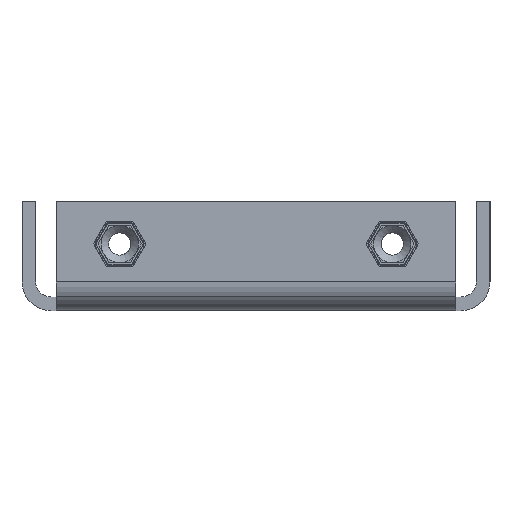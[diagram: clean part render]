
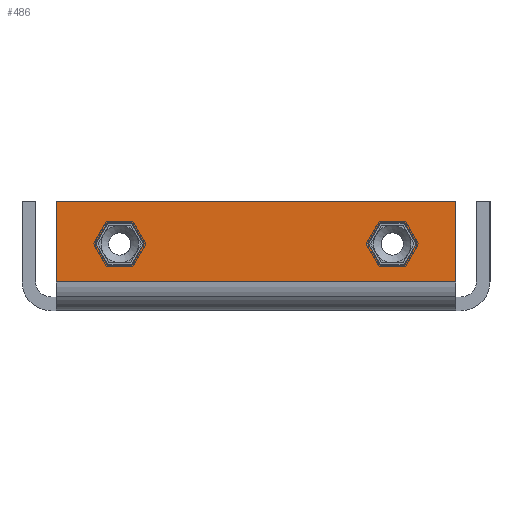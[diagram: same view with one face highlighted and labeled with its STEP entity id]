
A CAD part, front view. The second image highlights one B-rep face of the part: STEP entity #486.
In plain terms, the highlighted planar face has unit normal (0, -1, 0).
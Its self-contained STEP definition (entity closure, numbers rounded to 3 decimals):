
#486=ADVANCED_FACE('',(#878,#879,#880),#710,.F.);
#710=PLANE('',#4043);
#878=FACE_BOUND('',#998,.T.);
#879=FACE_BOUND('',#999,.T.);
#880=FACE_BOUND('',#1000,.T.);
#998=EDGE_LOOP('',(#1331,#1332,#1333,#1334,#1335,#1336));
#999=EDGE_LOOP('',(#1337,#1338,#1339,#1340));
#1000=EDGE_LOOP('',(#1341,#1342,#1343,#1344,#1345,#1346));
#1331=ORIENTED_EDGE('',*,*,#2795,.F.);
#1332=ORIENTED_EDGE('',*,*,#2796,.F.);
#1333=ORIENTED_EDGE('',*,*,#2797,.F.);
#1334=ORIENTED_EDGE('',*,*,#2798,.F.);
#1335=ORIENTED_EDGE('',*,*,#2799,.F.);
#1336=ORIENTED_EDGE('',*,*,#2800,.F.);
#1337=ORIENTED_EDGE('',*,*,#2801,.T.);
#1338=ORIENTED_EDGE('',*,*,#2802,.T.);
#1339=ORIENTED_EDGE('',*,*,#2803,.F.);
#1340=ORIENTED_EDGE('',*,*,#2804,.F.);
#1341=ORIENTED_EDGE('',*,*,#2805,.F.);
#1342=ORIENTED_EDGE('',*,*,#2806,.F.);
#1343=ORIENTED_EDGE('',*,*,#2807,.F.);
#1344=ORIENTED_EDGE('',*,*,#2808,.F.);
#1345=ORIENTED_EDGE('',*,*,#2809,.F.);
#1346=ORIENTED_EDGE('',*,*,#2810,.F.);
#2427=VERTEX_POINT('',#5499);
#2428=VERTEX_POINT('',#5500);
#2429=VERTEX_POINT('',#5502);
#2430=VERTEX_POINT('',#5504);
#2431=VERTEX_POINT('',#5506);
#2432=VERTEX_POINT('',#5508);
#2433=VERTEX_POINT('',#5511);
#2434=VERTEX_POINT('',#5512);
#2435=VERTEX_POINT('',#5514);
#2436=VERTEX_POINT('',#5516);
#2437=VERTEX_POINT('',#5519);
#2438=VERTEX_POINT('',#5520);
#2439=VERTEX_POINT('',#5522);
#2440=VERTEX_POINT('',#5524);
#2441=VERTEX_POINT('',#5526);
#2442=VERTEX_POINT('',#5528);
#2795=EDGE_CURVE('',#2427,#2428,#3343,.T.);
#2796=EDGE_CURVE('',#2429,#2427,#3344,.T.);
#2797=EDGE_CURVE('',#2430,#2429,#3345,.T.);
#2798=EDGE_CURVE('',#2431,#2430,#3346,.T.);
#2799=EDGE_CURVE('',#2432,#2431,#3347,.T.);
#2800=EDGE_CURVE('',#2428,#2432,#3348,.T.);
#2801=EDGE_CURVE('',#2433,#2434,#3349,.T.);
#2802=EDGE_CURVE('',#2434,#2435,#3350,.T.);
#2803=EDGE_CURVE('',#2436,#2435,#3351,.T.);
#2804=EDGE_CURVE('',#2433,#2436,#3352,.T.);
#2805=EDGE_CURVE('',#2437,#2438,#3353,.T.);
#2806=EDGE_CURVE('',#2439,#2437,#3354,.T.);
#2807=EDGE_CURVE('',#2440,#2439,#3355,.T.);
#2808=EDGE_CURVE('',#2441,#2440,#3356,.T.);
#2809=EDGE_CURVE('',#2442,#2441,#3357,.T.);
#2810=EDGE_CURVE('',#2438,#2442,#3358,.T.);
#3343=LINE('',#5498,#3715);
#3344=LINE('',#5501,#3716);
#3345=LINE('',#5503,#3717);
#3346=LINE('',#5505,#3718);
#3347=LINE('',#5507,#3719);
#3348=LINE('',#5509,#3720);
#3349=LINE('',#5510,#3721);
#3350=LINE('',#5513,#3722);
#3351=LINE('',#5515,#3723);
#3352=LINE('',#5517,#3724);
#3353=LINE('',#5518,#3725);
#3354=LINE('',#5521,#3726);
#3355=LINE('',#5523,#3727);
#3356=LINE('',#5525,#3728);
#3357=LINE('',#5527,#3729);
#3358=LINE('',#5529,#3730);
#3715=VECTOR('',#4424,1.);
#3716=VECTOR('',#4425,1.);
#3717=VECTOR('',#4426,1.);
#3718=VECTOR('',#4427,1.);
#3719=VECTOR('',#4428,1.);
#3720=VECTOR('',#4429,1.);
#3721=VECTOR('',#4430,1.);
#3722=VECTOR('',#4431,1.);
#3723=VECTOR('',#4432,1.);
#3724=VECTOR('',#4433,1.);
#3725=VECTOR('',#4434,1.);
#3726=VECTOR('',#4435,1.);
#3727=VECTOR('',#4436,1.);
#3728=VECTOR('',#4437,1.);
#3729=VECTOR('',#4438,1.);
#3730=VECTOR('',#4439,1.);
#4043=AXIS2_PLACEMENT_3D('',#5530,#4440,#4441);
#4424=DIRECTION('',(0.5,0.,-0.866));
#4425=DIRECTION('',(-0.5,0.,-0.866));
#4426=DIRECTION('',(-1.,0.,0.));
#4427=DIRECTION('',(-0.5,0.,0.866));
#4428=DIRECTION('',(0.5,0.,0.866));
#4429=DIRECTION('',(1.,0.,0.));
#4430=DIRECTION('',(1.,0.,0.));
#4431=DIRECTION('',(0.,0.,1.));
#4432=DIRECTION('',(1.,0.,0.));
#4433=DIRECTION('',(0.,0.,1.));
#4434=DIRECTION('',(0.5,0.,-0.866));
#4435=DIRECTION('',(-0.5,0.,-0.866));
#4436=DIRECTION('',(-1.,0.,0.));
#4437=DIRECTION('',(-0.5,0.,0.866));
#4438=DIRECTION('',(0.5,0.,0.866));
#4439=DIRECTION('',(1.,0.,0.));
#4440=DIRECTION('',(0.,1.,0.));
#4441=DIRECTION('',(1.,0.,0.));
#5498=CARTESIAN_POINT('',(24.817,-761.,14.328));
#5499=CARTESIAN_POINT('',(24.631,-761.,14.65));
#5500=CARTESIAN_POINT('',(27.315,-761.,10.));
#5501=CARTESIAN_POINT('',(12.129,-761.,-7.003));
#5502=CARTESIAN_POINT('',(27.315,-761.,19.3));
#5503=CARTESIAN_POINT('',(0.,-761.,19.3));
#5504=CARTESIAN_POINT('',(32.685,-761.,19.3));
#5505=CARTESIAN_POINT('',(32.871,-761.,18.978));
#5506=CARTESIAN_POINT('',(35.369,-761.,14.65));
#5507=CARTESIAN_POINT('',(20.183,-761.,-11.653));
#5508=CARTESIAN_POINT('',(32.685,-761.,10.));
#5509=CARTESIAN_POINT('',(0.,-761.,10.));
#5510=CARTESIAN_POINT('',(-51.5,-761.,6.3));
#5511=CARTESIAN_POINT('',(-44.,-761.,6.3));
#5512=CARTESIAN_POINT('',(44.,-761.,6.3));
#5513=CARTESIAN_POINT('',(44.,-761.,-50.));
#5514=CARTESIAN_POINT('',(44.,-761.,24.));
#5515=CARTESIAN_POINT('',(-51.5,-761.,24.));
#5516=CARTESIAN_POINT('',(-44.,-761.,24.));
#5517=CARTESIAN_POINT('',(-44.,-761.,-50.));
#5518=CARTESIAN_POINT('',(-20.183,-761.,-11.653));
#5519=CARTESIAN_POINT('',(-35.369,-761.,14.65));
#5520=CARTESIAN_POINT('',(-32.685,-761.,10.));
#5521=CARTESIAN_POINT('',(-32.871,-761.,18.978));
#5522=CARTESIAN_POINT('',(-32.685,-761.,19.3));
#5523=CARTESIAN_POINT('',(0.,-761.,19.3));
#5524=CARTESIAN_POINT('',(-27.315,-761.,19.3));
#5525=CARTESIAN_POINT('',(-12.129,-761.,-7.003));
#5526=CARTESIAN_POINT('',(-24.631,-761.,14.65));
#5527=CARTESIAN_POINT('',(-24.817,-761.,14.328));
#5528=CARTESIAN_POINT('',(-27.315,-761.,10.));
#5529=CARTESIAN_POINT('',(0.,-761.,10.));
#5530=CARTESIAN_POINT('',(0.,-761.,0.));
